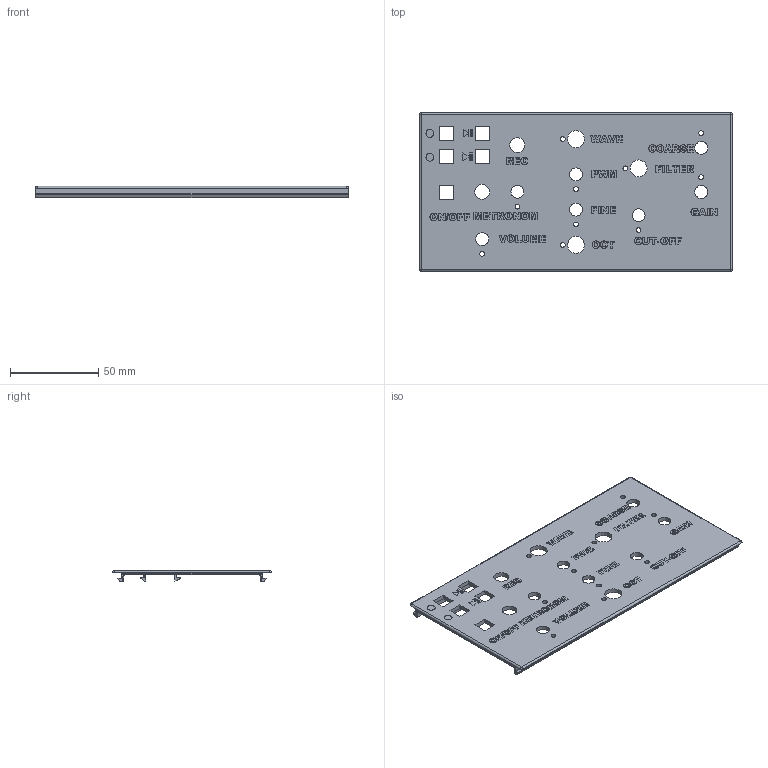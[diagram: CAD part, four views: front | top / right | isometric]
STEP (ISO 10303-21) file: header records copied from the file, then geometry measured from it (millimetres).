
FILE_DESCRIPTION(/* description */ (''),/* implementation_level */ '2;1');
FILE_NAME(/* name */ 'frontplate_left.stp',/* time_stamp */ '2026-03-15T10:54:02+01:00',/* author */ ('Wendelin'),/* organization */ (''),/* preprocessor_version */ 'ST-DEVELOPER v20',/* originating_system */ 'Autodesk Inventor 2024',/* authorisation */ '');
FILE_SCHEMA (('AUTOMOTIVE_DESIGN { 1 0 10303 214 3 1 1 }'));
Length unit declared in the file: millimetre
Products named in the file (3): Schneckel; frontplate; schriftzug_neu
Assembly tree (2 placements, depth 2):
  Schneckel
    frontplate
    schriftzug_neu
Bounding box: 177.5 x 90 x 6.5 mm (x, y, z)
Volume: 37833.5 mm3; surface area: 38469 mm2
Topology: 67 solids, 67 shells, 1666 faces, 4312 edges, 2852 vertices
Faces by surface type: plane 1220, bspline 382, cylinder 60, sphere 4
Full cylindrical faces by diameter (mm): 2.7 x10, 4.5 x4, 7.3 x7, 8.5 x2, 9.6 x3
Entity records: 52354 total; most frequent: CARTESIAN_POINT 13893, ORIENTED_EDGE 8600, DIRECTION 6262, EDGE_CURVE 4300, LINE 3436, VECTOR 3436, VERTEX_POINT 2852, EDGE_LOOP 1836
